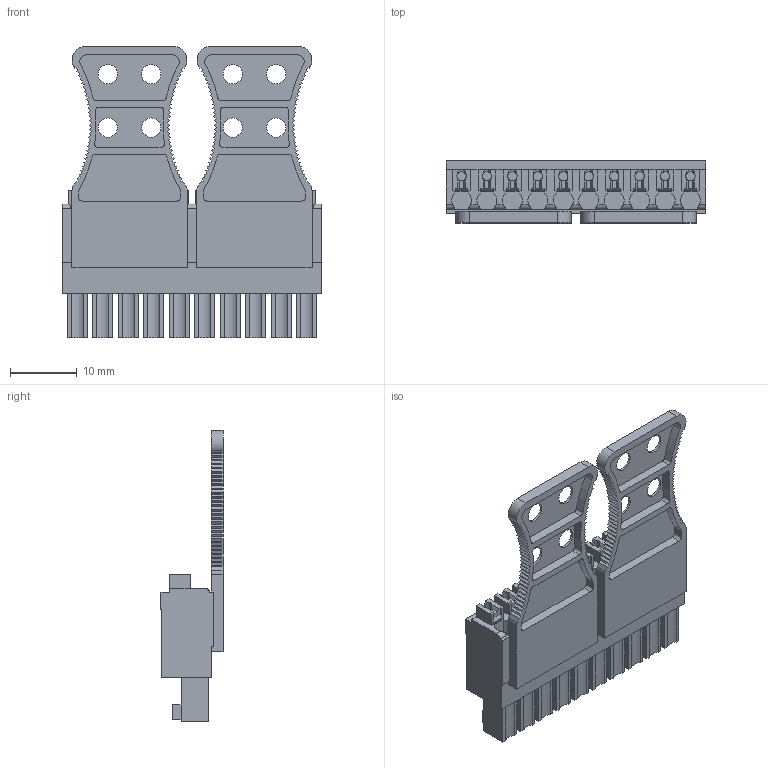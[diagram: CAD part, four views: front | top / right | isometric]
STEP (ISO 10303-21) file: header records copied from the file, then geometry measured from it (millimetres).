
FILE_DESCRIPTION(('CATIA V5 STEP Exchange','CAx-IF Rec.Pracs.--- Model Styling and Organization---1.2---2011-12-15'),'2;1');
FILE_NAME ('D1450027_0', '2018-09-11T12:23:38+00:00', ('none'), ('Weidmueller'), 'CATIA Version 5-6 Release 2014', 'CATIA V5 STEP AP214', 'none');
FILE_SCHEMA(('AUTOMOTIVE_DESIGN { 1 0 10303 214 1 1 1 1 }'));
Length unit declared in the file: millimetre
Products named in the file (1): 1235840000
Bounding box: 38.89 x 9.3 x 43.6 mm (x, y, z)
Volume: 5637.1 mm3; surface area: 6386.5 mm2
Topology: 13 solids, 13 shells, 832 faces, 2310 edges, 1540 vertices
Faces by surface type: plane 691, cylinder 121, cone 20
Entity records: 24763 total; most frequent: CARTESIAN_POINT 4711, ORIENTED_EDGE 4620, DIRECTION 3300, EDGE_CURVE 2310, VECTOR 1898, LINE 1898, VERTEX_POINT 1540, EDGE_LOOP 884
